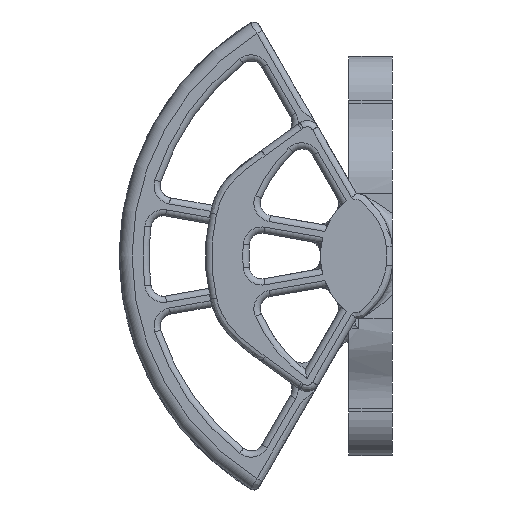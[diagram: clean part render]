
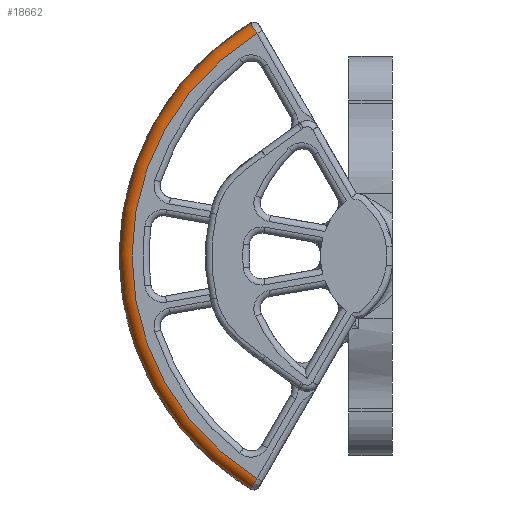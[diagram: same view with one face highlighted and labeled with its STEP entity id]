
A CAD part, left-side view. The second image highlights one B-rep face of the part: STEP entity #18662.
In plain terms, the highlighted toroidal (fillet/blend) face has major radius 41.76 mm and minor radius 2 mm.
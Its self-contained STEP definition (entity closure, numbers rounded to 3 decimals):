
#43=TOROIDAL_SURFACE('',#19995,41.76,2.);
#989=CIRCLE('',#19996,43.76);
#990=CIRCLE('',#19997,41.76);
#4452=FACE_OUTER_BOUND('',#5556,.T.);
#5556=EDGE_LOOP('',(#13103,#13104,#13105,#13106));
#6735=B_SPLINE_CURVE_WITH_KNOTS('',3,(#31347,#31348,#31349,#31350,#31351),
 .UNSPECIFIED.,.F.,.F.,(4,1,4),(-1.91,-1.82,-1.753),
 .UNSPECIFIED.);
#6738=B_SPLINE_CURVE_WITH_KNOTS('',3,(#31480,#31481,#31482,#31483,#31484),
 .UNSPECIFIED.,.F.,.F.,(4,1,4),(-2.257,-2.167,-2.1),
 .UNSPECIFIED.);
#7751=VERTEX_POINT('',#31299);
#7752=VERTEX_POINT('',#31340);
#7753=VERTEX_POINT('',#31477);
#7754=VERTEX_POINT('',#31479);
#9788=EDGE_CURVE('',#7751,#7752,#6735,.T.);
#9791=EDGE_CURVE('',#7751,#7753,#989,.T.);
#9792=EDGE_CURVE('',#7754,#7753,#6738,.T.);
#9793=EDGE_CURVE('',#7754,#7752,#990,.T.);
#13103=ORIENTED_EDGE('',*,*,#9788,.F.);
#13104=ORIENTED_EDGE('',*,*,#9791,.T.);
#13105=ORIENTED_EDGE('',*,*,#9792,.F.);
#13106=ORIENTED_EDGE('',*,*,#9793,.T.);
#18662=ADVANCED_FACE('',(#4452),#43,.T.);
#19995=AXIS2_PLACEMENT_3D('',#31476,#22814,#22815);
#19996=AXIS2_PLACEMENT_3D('',#31478,#22816,#22817);
#19997=AXIS2_PLACEMENT_3D('',#31485,#22818,#22819);
#22814=DIRECTION('center_axis',(-1.,0.,0.));
#22815=DIRECTION('ref_axis',(0.,0.,1.));
#22816=DIRECTION('center_axis',(-1.,0.,0.));
#22817=DIRECTION('ref_axis',(0.,1.,0.));
#22818=DIRECTION('center_axis',(1.,0.,0.));
#22819=DIRECTION('ref_axis',(0.,1.,0.));
#31299=CARTESIAN_POINT('',(-14.,22.76,12.375));
#31340=CARTESIAN_POINT('',(-16.,21.74,10.655));
#31347=CARTESIAN_POINT('Ctrl Pts',(-14.,22.76,12.375));
#31348=CARTESIAN_POINT('Ctrl Pts',(-14.599,22.76,12.375));
#31349=CARTESIAN_POINT('Ctrl Pts',(-15.634,22.504,11.943));
#31350=CARTESIAN_POINT('Ctrl Pts',(-16.,21.969,11.041));
#31351=CARTESIAN_POINT('Ctrl Pts',(-16.,21.74,10.655));
#31476=CARTESIAN_POINT('Origin',(-14.,0.,-25.));
#31477=CARTESIAN_POINT('',(-14.,22.76,-62.375));
#31478=CARTESIAN_POINT('Origin',(-14.,0.,-25.));
#31479=CARTESIAN_POINT('',(-16.,21.74,-60.655));
#31480=CARTESIAN_POINT('Ctrl Pts',(-16.,21.74,-60.655));
#31481=CARTESIAN_POINT('Ctrl Pts',(-16.,22.046,-61.17));
#31482=CARTESIAN_POINT('Ctrl Pts',(-15.498,22.573,-62.06));
#31483=CARTESIAN_POINT('Ctrl Pts',(-14.449,22.76,-62.375));
#31484=CARTESIAN_POINT('Ctrl Pts',(-14.,22.76,-62.375));
#31485=CARTESIAN_POINT('Origin',(-16.,0.,-25.));
